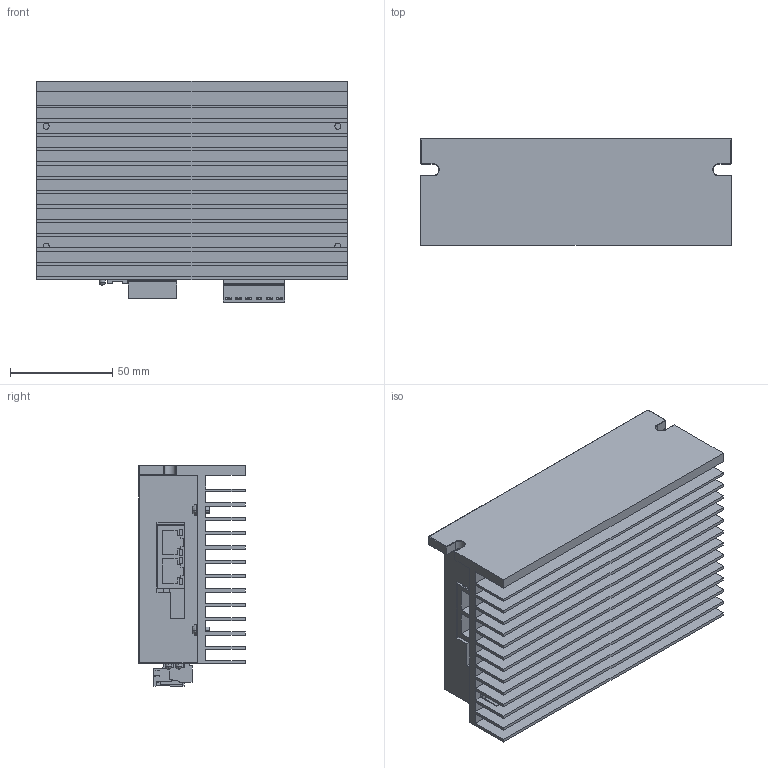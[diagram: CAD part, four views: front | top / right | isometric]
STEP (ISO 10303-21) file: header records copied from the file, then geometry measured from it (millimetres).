
FILE_DESCRIPTION((''),'2;1');
FILE_NAME('RT-NT86_ASM','2024-06-05T14:49:49',('ruiwe'),(''),'CREO PARAMETRIC BY PTC INC, 2021063','CREO PARAMETRIC BY PTC INC, 2021063','');
FILE_SCHEMA(('CONFIG_CONTROL_DESIGN'));
Products named in the file (11): NT86; RT-NT86-GSP001R-5_0-6P; RT-NT86--8P0001; RT-NT86-GSP002RC-3_81-06P; NT86-2X4PIN; NT86-2XLED; NT86-000; ICRPS0403; NT86-GSP001-5_0-06P; RT-NT86-GSP-002-3_81-6P; RT-NT86_ASM
Assembly tree (13 placements, depth 2):
  RT-NT86_ASM
    NT86
    RT-NT86-GSP001R-5_0-6P
    RT-NT86--8P0001
    RT-NT86-GSP002RC-3_81-06P
    NT86-2X4PIN
    NT86-2XLED
    NT86-000
    ICRPS0403  x4
    NT86-GSP001-5_0-06P
    RT-NT86-GSP-002-3_81-6P
Bounding box: 151.5 x 52 x 108.33 mm (x, y, z)
Volume: 451025 mm3; surface area: 185003.5 mm2
Topology: 13 solids, 19 shells, 3090 faces, 8043 edges, 5082 vertices
Faces by surface type: plane 2031, cylinder 618, bspline 201, torus 110, cone 80, sphere 50
Entity records: 96476 total; most frequent: CARTESIAN_POINT 24453, ORIENTED_EDGE 15350, DIRECTION 14047, EDGE_CURVE 7675, VECTOR 5725, LINE 5725, VERTEX_POINT 4924, AXIS2_PLACEMENT_3D 4161
